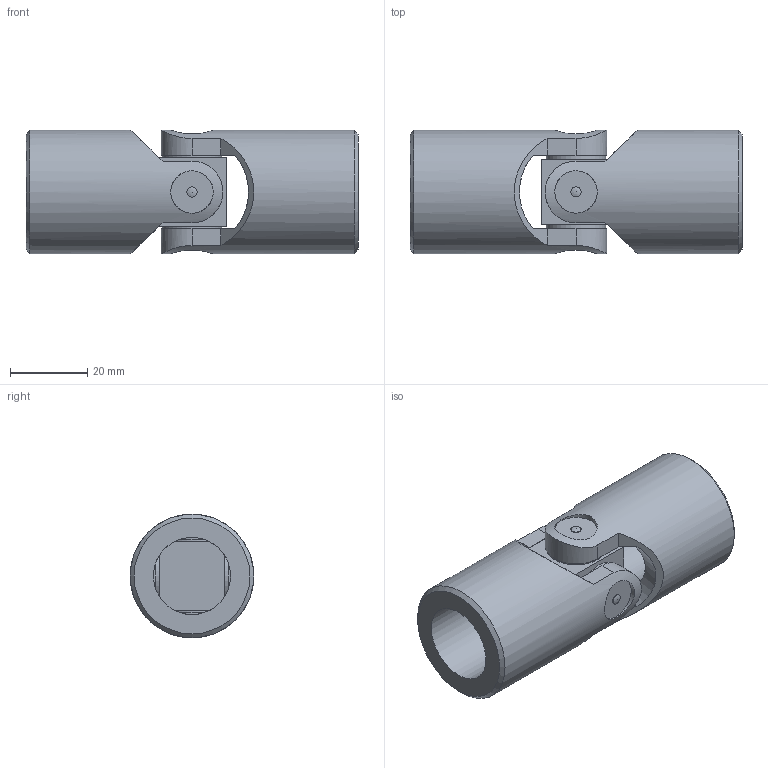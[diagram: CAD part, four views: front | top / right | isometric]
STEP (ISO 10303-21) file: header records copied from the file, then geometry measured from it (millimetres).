
FILE_DESCRIPTION( ( 'STEP AP214' ), '1' );
FILE_NAME( 'SHBS_20000_2_14b.stp', ' ', ( ' ' ), ( ' ' ), 'PSStep 15.0.47', 'PARTsolutions', ' ' );
FILE_SCHEMA( ( 'AUTOMOTIVE_DESIGN { 1 0 10303 214 1 1 1 1 }' ) );
Length unit declared in the file: millimetre
Products named in the file (3): SHBS 20000; HI_3HB-1100; HI_3HB-2
Assembly tree (3 placements, depth 2):
  SHBS 20000
    HI_3HB-1100  x2
    HI_3HB-2
Bounding box: 86 x 32 x 32 mm (x, y, z)
Volume: 42113.9 mm3; surface area: 16795.5 mm2
Topology: 3 solids, 3 shells, 66 faces, 169 edges, 115 vertices
Faces by surface type: plane 36, cylinder 20, sphere 4, torus 4, cone 2
Full cylindrical faces by diameter (mm): 2.64 x4, 11 x4, 15.5 x4, 20 x2, 32 x2
Entity records: 1784 total; most frequent: CARTESIAN_POINT 564, DIRECTION 180, ORIENTED_EDGE 146, EDGE_CURVE 73, AXIS2_PLACEMENT_3D 71, EDGE_LOOP 60, VERTEX_POINT 57, FACE_OUTER_BOUND 50
